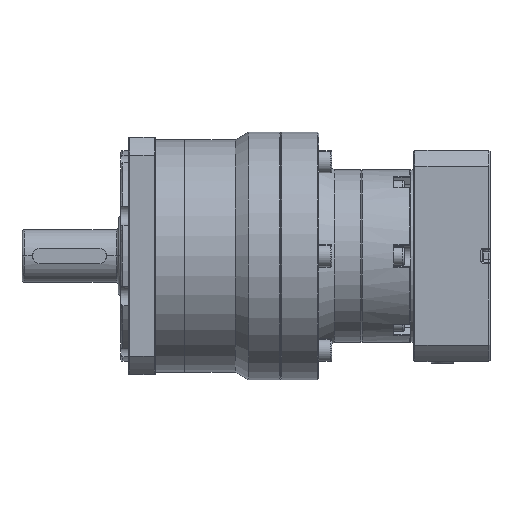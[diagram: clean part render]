
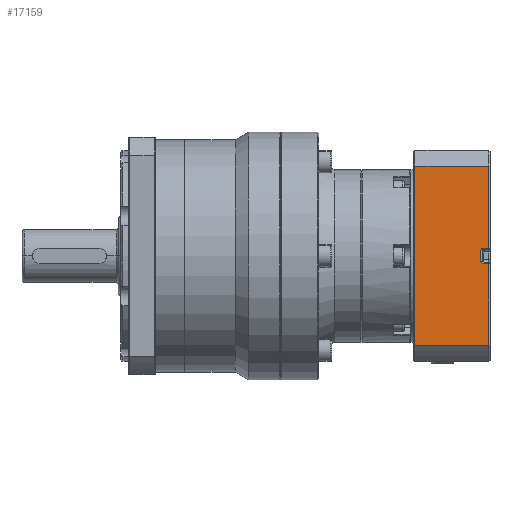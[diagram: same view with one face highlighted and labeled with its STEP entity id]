
A CAD part, top view. The second image highlights one B-rep face of the part: STEP entity #17159.
In plain terms, the highlighted face is planar.
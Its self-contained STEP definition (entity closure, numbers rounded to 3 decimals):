
#353 = VERTEX_POINT ( 'NONE', #24971 ) ;
#613 = CARTESIAN_POINT ( 'NONE',  ( 32., -40., 1.824 ) ) ;
#967 = EDGE_CURVE ( 'NONE', #34779, #30504, #1546, .T. ) ;
#1155 = VERTEX_POINT ( 'NONE', #17886 ) ;
#1463 = LINE ( 'NONE', #28496, #3970 ) ;
#1546 = LINE ( 'NONE', #20044, #12067 ) ;
#2040 = EDGE_CURVE ( 'NONE', #1155, #353, #16226, .T. ) ;
#3422 = ORIENTED_EDGE ( 'NONE', *, *, #28110, .T. ) ;
#3774 = EDGE_CURVE ( 'NONE', #353, #28033, #15696, .T. ) ;
#3970 = VECTOR ( 'NONE', #25907, 1000. ) ;
#5445 = VERTEX_POINT ( 'NONE', #613 ) ;
#5798 = CARTESIAN_POINT ( 'NONE',  ( 33., -40., -1.824 ) ) ;
#5935 = CARTESIAN_POINT ( 'NONE',  ( 35., -40., 2.966 ) ) ;
#6054 = VERTEX_POINT ( 'NONE', #30383 ) ;
#6570 = AXIS2_PLACEMENT_3D ( 'NONE', #25280, #11862, #30717 ) ;
#6770 = EDGE_CURVE ( 'NONE', #30504, #1155, #22682, .T. ) ;
#6996 = EDGE_CURVE ( 'NONE', #29600, #5445, #12609, .T. ) ;
#7501 = LINE ( 'NONE', #5935, #30282 ) ;
#7959 = ORIENTED_EDGE ( 'NONE', *, *, #8612, .T. ) ;
#8612 = EDGE_CURVE ( 'NONE', #12642, #26434, #7501, .T. ) ;
#8846 = DIRECTION ( 'NONE',  ( 0., 0., -1. ) ) ;
#9810 = AXIS2_PLACEMENT_3D ( 'NONE', #24843, #11774, #8846 ) ;
#10091 = VECTOR ( 'NONE', #11602, 1000. ) ;
#10949 = FACE_OUTER_BOUND ( 'NONE', #26615, .T. ) ;
#11562 = ORIENTED_EDGE ( 'NONE', *, *, #28362, .T. ) ;
#11602 = DIRECTION ( 'NONE',  ( 0., 0., -1. ) ) ;
#11774 = DIRECTION ( 'NONE',  ( 0., 1., 0. ) ) ;
#11862 = DIRECTION ( 'NONE',  ( 0., -1., 0. ) ) ;
#12067 = VECTOR ( 'NONE', #17040, 1000. ) ;
#12609 = LINE ( 'NONE', #28289, #22296 ) ;
#12642 = VERTEX_POINT ( 'NONE', #23600 ) ;
#12705 = ORIENTED_EDGE ( 'NONE', *, *, #967, .T. ) ;
#13067 = CARTESIAN_POINT ( 'NONE',  ( 35., -40., 2.966 ) ) ;
#13906 = DIRECTION ( 'NONE',  ( 0., 0., 1. ) ) ;
#14039 = CARTESIAN_POINT ( 'NONE',  ( 32., -40., -1.824 ) ) ;
#14122 = CARTESIAN_POINT ( 'NONE',  ( 32.93, -40., -2.822 ) ) ;
#14282 = DIRECTION ( 'NONE',  ( 0., 1., 0. ) ) ;
#15696 = LINE ( 'NONE', #21646, #16996 ) ;
#16226 = LINE ( 'NONE', #17225, #34357 ) ;
#16658 = CARTESIAN_POINT ( 'NONE',  ( 7., -40., 40. ) ) ;
#16996 = VECTOR ( 'NONE', #13906, 1000. ) ;
#17038 = VECTOR ( 'NONE', #30287, 1000. ) ;
#17040 = DIRECTION ( 'NONE',  ( -1., 0., 0. ) ) ;
#17159 = ADVANCED_FACE ( 'NONE', ( #10949 ), #17277, .T. ) ;
#17225 = CARTESIAN_POINT ( 'NONE',  ( -25.5, -40., -34.004 ) ) ;
#17277 = PLANE ( 'NONE',  #6570 ) ;
#17886 = CARTESIAN_POINT ( 'NONE',  ( 7., -40., -34.004 ) ) ;
#18759 = ORIENTED_EDGE ( 'NONE', *, *, #6996, .T. ) ;
#19198 = EDGE_CURVE ( 'NONE', #6054, #29600, #33602, .T. ) ;
#19887 = EDGE_CURVE ( 'NONE', #5445, #12642, #20469, .T. ) ;
#19990 = ORIENTED_EDGE ( 'NONE', *, *, #19198, .T. ) ;
#20044 = CARTESIAN_POINT ( 'NONE',  ( -25.5, -40., 34.004 ) ) ;
#20469 = CIRCLE ( 'NONE', #9810, 1. ) ;
#21646 = CARTESIAN_POINT ( 'NONE',  ( 35., -40., 40. ) ) ;
#22296 = VECTOR ( 'NONE', #22970, 1000. ) ;
#22682 = LINE ( 'NONE', #16658, #10091 ) ;
#22970 = DIRECTION ( 'NONE',  ( 0., 0., 1. ) ) ;
#23008 = ORIENTED_EDGE ( 'NONE', *, *, #2040, .T. ) ;
#23308 = CARTESIAN_POINT ( 'NONE',  ( 35., -40., -2.966 ) ) ;
#23600 = CARTESIAN_POINT ( 'NONE',  ( 32.93, -40., 2.822 ) ) ;
#24647 = DIRECTION ( 'NONE',  ( 0., 0., -1. ) ) ;
#24843 = CARTESIAN_POINT ( 'NONE',  ( 33., -40., 1.824 ) ) ;
#24971 = CARTESIAN_POINT ( 'NONE',  ( 35., -40., -34.004 ) ) ;
#25280 = CARTESIAN_POINT ( 'NONE',  ( -25.5, -40., 40. ) ) ;
#25346 = DIRECTION ( 'NONE',  ( 1., 0., 0. ) ) ;
#25907 = DIRECTION ( 'NONE',  ( 0., 0., 1. ) ) ;
#26057 = ORIENTED_EDGE ( 'NONE', *, *, #6770, .T. ) ;
#26262 = LINE ( 'NONE', #14122, #17038 ) ;
#26434 = VERTEX_POINT ( 'NONE', #13067 ) ;
#26615 = EDGE_LOOP ( 'NONE', ( #23008, #29218, #11562, #19990, #18759, #33717, #7959, #3422, #12705, #26057 ) ) ;
#27366 = DIRECTION ( 'NONE',  ( 0.998, 0., 0.07 ) ) ;
#28033 = VERTEX_POINT ( 'NONE', #23308 ) ;
#28110 = EDGE_CURVE ( 'NONE', #26434, #34779, #1463, .T. ) ;
#28289 = CARTESIAN_POINT ( 'NONE',  ( 32., -40., 40. ) ) ;
#28362 = EDGE_CURVE ( 'NONE', #28033, #6054, #26262, .T. ) ;
#28496 = CARTESIAN_POINT ( 'NONE',  ( 35., -40., 40. ) ) ;
#29218 = ORIENTED_EDGE ( 'NONE', *, *, #3774, .T. ) ;
#29600 = VERTEX_POINT ( 'NONE', #14039 ) ;
#30282 = VECTOR ( 'NONE', #27366, 1000. ) ;
#30287 = DIRECTION ( 'NONE',  ( -0.998, 0., 0.07 ) ) ;
#30383 = CARTESIAN_POINT ( 'NONE',  ( 32.93, -40., -2.822 ) ) ;
#30504 = VERTEX_POINT ( 'NONE', #30505 ) ;
#30505 = CARTESIAN_POINT ( 'NONE',  ( 7., -40., 34.004 ) ) ;
#30717 = DIRECTION ( 'NONE',  ( 0., 0., -1. ) ) ;
#33304 = AXIS2_PLACEMENT_3D ( 'NONE', #5798, #14282, #24647 ) ;
#33602 = CIRCLE ( 'NONE', #33304, 1. ) ;
#33717 = ORIENTED_EDGE ( 'NONE', *, *, #19887, .T. ) ;
#34357 = VECTOR ( 'NONE', #25346, 1000. ) ;
#34730 = CARTESIAN_POINT ( 'NONE',  ( 35., -40., 34.004 ) ) ;
#34779 = VERTEX_POINT ( 'NONE', #34730 ) ;
